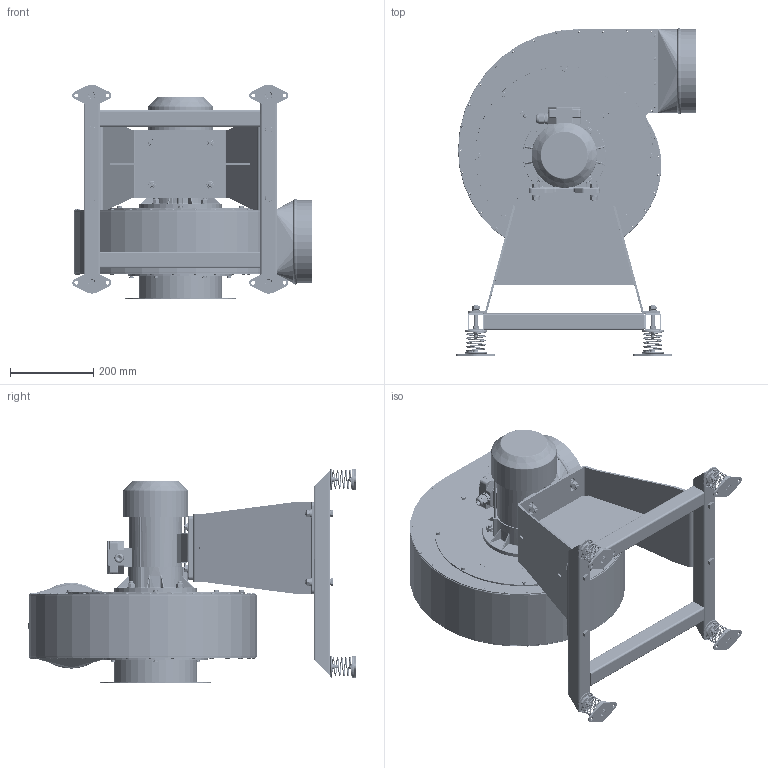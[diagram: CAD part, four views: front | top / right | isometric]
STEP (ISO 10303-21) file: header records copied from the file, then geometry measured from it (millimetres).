
FILE_DESCRIPTION(/* description */ ('801W08 WPAN-8-S'),/* implementation_level */ '2;1');
FILE_NAME(/* name */ '801W08 WPAN-8-S.stp',/* time_stamp */ '2022-05-10T07:51:03+02:00',/* author */ ('a.korpacki'),/* organization */ ('KLIMAWENT S.A.'),/* preprocessor_version */ 'ST-DEVELOPER v18.1',/* originating_system */ 'Autodesk Inventor 2021',/* authorisation */ '');
FILE_SCHEMA (('AUTOMOTIVE_DESIGN { 1 0 10303 214 3 1 1 }'));
Products named in the file (1): ~~
Bounding box: 574.97 x 786.6 x 516 mm (x, y, z)
Volume: 7409752.4 mm3; surface area: 3030003.7 mm2
Topology: 31 solids, 31 shells, 6152 faces, 15047 edges, 9636 vertices
Faces by surface type: plane 3099, cylinder 1253, bspline 1152, cone 349, torus 282, sphere 17
Full cylindrical faces by diameter (mm): 2 x88, 3 x32, 3.2 x77, 3.3 x1, 3.5 x64, 4 x8, 4.3 x8, 4.8 x3, 6 x29, 6.5 x81, 6.647 x1, 7 x10, 8 x28, 8.67 x14, 8.88 x14, 9 x22, 10 x28, 10.5 x8, 11 x12, 11.63 x4, 12 x4, 12.5 x1, 14 x4, 14.63 x12, 20 x13, 24 x1, 27 x1, 39.5 x1, 50 x8, 52 x8
Entity records: 203486 total; most frequent: CARTESIAN_POINT 57358, ORIENTED_EDGE 30022, DIRECTION 26619, EDGE_CURVE 15011, VERTEX_POINT 9636, AXIS2_PLACEMENT_3D 9382, LINE 7855, VECTOR 7855
